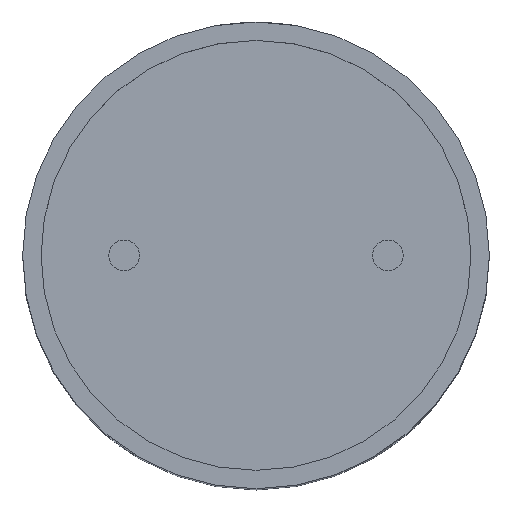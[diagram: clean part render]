
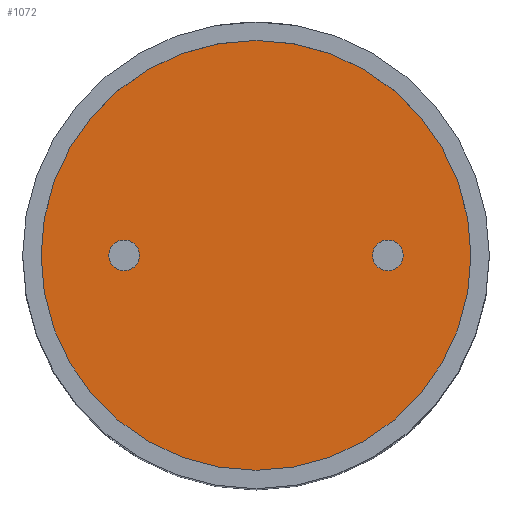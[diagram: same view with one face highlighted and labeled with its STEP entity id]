
A CAD part, top view. The second image highlights one B-rep face of the part: STEP entity #1072.
In plain terms, the highlighted planar face has unit normal (0, 0, 1).
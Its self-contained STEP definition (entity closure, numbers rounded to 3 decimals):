
#19=FACE_BOUND('',#192,.T.);
#20=FACE_BOUND('',#193,.T.);
#76=PLANE('',#1171);
#129=FACE_OUTER_BOUND('',#191,.T.);
#191=EDGE_LOOP('',(#937));
#192=EDGE_LOOP('',(#938));
#193=EDGE_LOOP('',(#939));
#413=CIRCLE('',#1100,1.25);
#415=CIRCLE('',#1104,1.25);
#436=CIRCLE('',#1167,17.5);
#449=VERTEX_POINT('',#1487);
#451=VERTEX_POINT('',#1494);
#536=VERTEX_POINT('',#2025);
#552=EDGE_CURVE('',#449,#449,#413,.T.);
#555=EDGE_CURVE('',#451,#451,#415,.T.);
#680=EDGE_CURVE('',#536,#536,#436,.T.);
#937=ORIENTED_EDGE('',*,*,#680,.T.);
#938=ORIENTED_EDGE('',*,*,#552,.T.);
#939=ORIENTED_EDGE('',*,*,#555,.T.);
#1072=ADVANCED_FACE('',(#129,#19,#20),#76,.T.);
#1100=AXIS2_PLACEMENT_3D('',#1489,#1199,#1200);
#1104=AXIS2_PLACEMENT_3D('',#1496,#1208,#1209);
#1167=AXIS2_PLACEMENT_3D('',#2026,#1422,#1423);
#1171=AXIS2_PLACEMENT_3D('',#2033,#1431,#1432);
#1199=DIRECTION('center_axis',(0.,0.,-1.));
#1200=DIRECTION('ref_axis',(-1.,0.,0.));
#1208=DIRECTION('center_axis',(0.,0.,-1.));
#1209=DIRECTION('ref_axis',(-1.,0.,0.));
#1422=DIRECTION('center_axis',(0.,0.,1.));
#1423=DIRECTION('ref_axis',(-1.,0.,0.));
#1431=DIRECTION('center_axis',(0.,0.,1.));
#1432=DIRECTION('ref_axis',(-1.,0.,0.));
#1487=CARTESIAN_POINT('',(-9.485,-7.75,54.5));
#1489=CARTESIAN_POINT('Origin',(-10.735,-7.75,54.5));
#1494=CARTESIAN_POINT('',(11.985,-7.75,54.5));
#1496=CARTESIAN_POINT('Origin',(10.735,-7.75,54.5));
#2025=CARTESIAN_POINT('',(17.5,-7.75,54.5));
#2026=CARTESIAN_POINT('Origin',(0.,-7.75,
54.5));
#2033=CARTESIAN_POINT('Origin',(0.,-7.75,54.5));
